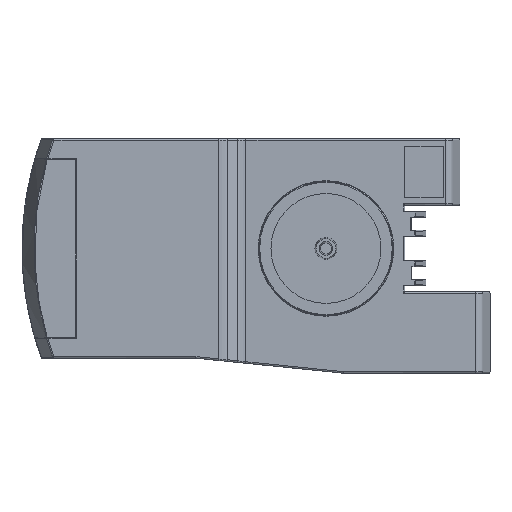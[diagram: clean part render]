
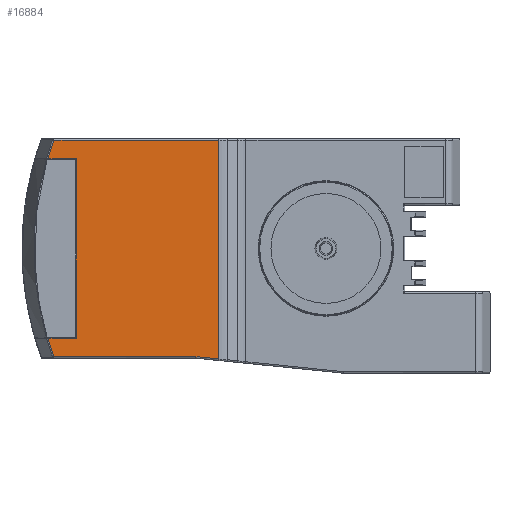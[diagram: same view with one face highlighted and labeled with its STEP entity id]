
A CAD part, front view. The second image highlights one B-rep face of the part: STEP entity #16884.
In plain terms, the highlighted planar face has unit normal (0, -1, 0).
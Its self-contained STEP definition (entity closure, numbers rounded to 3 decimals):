
#168 = EDGE_CURVE ( 'NONE', #16177, #12616, #9395, .T. ) ;
#491 = VERTEX_POINT ( 'NONE', #15400 ) ;
#551 = B_SPLINE_CURVE_WITH_KNOTS ( 'NONE', 3,
 ( #13701, #20255, #12409, #5776 ),
 .UNSPECIFIED., .F., .F.,
 ( 4, 4 ),
 ( 2.602, 2.852 ),
 .UNSPECIFIED. ) ;
#578 = ORIENTED_EDGE ( 'NONE', *, *, #15706, .T. ) ;
#838 = CARTESIAN_POINT ( 'NONE',  ( -2401.081, -410., 0. ) ) ;
#955 = ORIENTED_EDGE ( 'NONE', *, *, #3113, .F. ) ;
#1046 = AXIS2_PLACEMENT_3D ( 'NONE', #19378, #4898, #14520 ) ;
#1074 = LINE ( 'NONE', #7658, #17255 ) ;
#2036 = LINE ( 'NONE', #838, #14832 ) ;
#3113 = EDGE_CURVE ( 'NONE', #4016, #12616, #19965, .T. ) ;
#3125 = LINE ( 'NONE', #14370, #11385 ) ;
#3318 = CARTESIAN_POINT ( 'NONE',  ( -645.24, -410., 1396.5 ) ) ;
#3692 = CARTESIAN_POINT ( 'NONE',  ( -4607.32, -410., 1159. ) ) ;
#3776 = ORIENTED_EDGE ( 'NONE', *, *, #7308, .F. ) ;
#3915 = CARTESIAN_POINT ( 'NONE',  ( -4242., -410., -1159. ) ) ;
#4016 = VERTEX_POINT ( 'NONE', #8864 ) ;
#4374 = CARTESIAN_POINT ( 'NONE',  ( -4558.116, -410., 1318.035 ) ) ;
#4412 = VERTEX_POINT ( 'NONE', #3915 ) ;
#4736 = VECTOR ( 'NONE', #14775, 1000. ) ;
#4898 = DIRECTION ( 'NONE',  ( 0., 1., 0. ) ) ;
#4972 = VECTOR ( 'NONE', #13261, 1000. ) ;
#5134 = ORIENTED_EDGE ( 'NONE', *, *, #9240, .T. ) ;
#5533 = VERTEX_POINT ( 'NONE', #12360 ) ;
#5740 = CARTESIAN_POINT ( 'NONE',  ( -4607.32, -410., -1159. ) ) ;
#5776 = CARTESIAN_POINT ( 'NONE',  ( -4529.871, -410., -1396.5 ) ) ;
#5794 = CARTESIAN_POINT ( 'NONE',  ( -4583.927, -410., 1238.867 ) ) ;
#7308 = EDGE_CURVE ( 'NONE', #4412, #4016, #3125, .T. ) ;
#7658 = CARTESIAN_POINT ( 'NONE',  ( -645.24, -410., -1396.5 ) ) ;
#8337 = CARTESIAN_POINT ( 'NONE',  ( -807.319, -410., -1589.13 ) ) ;
#8536 = ORIENTED_EDGE ( 'NONE', *, *, #11601, .T. ) ;
#8843 = EDGE_CURVE ( 'NONE', #17757, #4412, #17530, .T. ) ;
#8864 = CARTESIAN_POINT ( 'NONE',  ( -4242., -410., 1159. ) ) ;
#9240 = EDGE_CURVE ( 'NONE', #10898, #5533, #1074, .T. ) ;
#9395 = B_SPLINE_CURVE_WITH_KNOTS ( 'NONE', 3,
 ( #10823, #4374, #5794, #10615 ),
 .UNSPECIFIED., .F., .F.,
 ( 4, 4 ),
 ( 0., 0.25 ),
 .UNSPECIFIED. ) ;
#9417 = EDGE_CURVE ( 'NONE', #21182, #491, #2036, .T. ) ;
#9551 = LINE ( 'NONE', #3318, #4736 ) ;
#10052 = ORIENTED_EDGE ( 'NONE', *, *, #8843, .F. ) ;
#10615 = CARTESIAN_POINT ( 'NONE',  ( -4607.32, -410., 1159. ) ) ;
#10823 = CARTESIAN_POINT ( 'NONE',  ( -4529.871, -410., 1396.5 ) ) ;
#10898 = VERTEX_POINT ( 'NONE', #16072 ) ;
#11385 = VECTOR ( 'NONE', #14577, 1000. ) ;
#11601 = EDGE_CURVE ( 'NONE', #491, #16177, #9551, .T. ) ;
#12285 = ORIENTED_EDGE ( 'NONE', *, *, #168, .T. ) ;
#12360 = CARTESIAN_POINT ( 'NONE',  ( -2695.983, -410., -1396.5 ) ) ;
#12409 = CARTESIAN_POINT ( 'NONE',  ( -4558.116, -410., -1318.034 ) ) ;
#12616 = VERTEX_POINT ( 'NONE', #3692 ) ;
#12631 = LINE ( 'NONE', #8337, #4972 ) ;
#13204 = ORIENTED_EDGE ( 'NONE', *, *, #9417, .T. ) ;
#13261 = DIRECTION ( 'NONE',  ( 0.995, 0., -0.101 ) ) ;
#13701 = CARTESIAN_POINT ( 'NONE',  ( -4607.32, -410., -1159. ) ) ;
#14163 = DIRECTION ( 'NONE',  ( 1., 0., 0. ) ) ;
#14307 = FACE_OUTER_BOUND ( 'NONE', #15528, .T. ) ;
#14370 = CARTESIAN_POINT ( 'NONE',  ( -4242., -410., 0. ) ) ;
#14520 = DIRECTION ( 'NONE',  ( 0., 0., 1. ) ) ;
#14577 = DIRECTION ( 'NONE',  ( 0., 0., 1. ) ) ;
#14775 = DIRECTION ( 'NONE',  ( -1., 0., 0. ) ) ;
#14832 = VECTOR ( 'NONE', #17166, 1000. ) ;
#15115 = DIRECTION ( 'NONE',  ( -1., 0., 0. ) ) ;
#15400 = CARTESIAN_POINT ( 'NONE',  ( -2401.081, -410., 1396.5 ) ) ;
#15528 = EDGE_LOOP ( 'NONE', ( #10052, #578, #5134, #17203, #13204, #8536, #12285, #955, #3776 ) ) ;
#15706 = EDGE_CURVE ( 'NONE', #17757, #10898, #551, .T. ) ;
#16072 = CARTESIAN_POINT ( 'NONE',  ( -4529.871, -410., -1396.5 ) ) ;
#16128 = CARTESIAN_POINT ( 'NONE',  ( -645.24, -410., 1159. ) ) ;
#16177 = VERTEX_POINT ( 'NONE', #17914 ) ;
#16546 = CARTESIAN_POINT ( 'NONE',  ( -2401.081, -410., -1426.578 ) ) ;
#16884 = ADVANCED_FACE ( 'NONE', ( #14307 ), #17552, .F. ) ;
#17166 = DIRECTION ( 'NONE',  ( 0., 0., 1. ) ) ;
#17203 = ORIENTED_EDGE ( 'NONE', *, *, #20398, .T. ) ;
#17255 = VECTOR ( 'NONE', #14163, 1000. ) ;
#17530 = LINE ( 'NONE', #19138, #21003 ) ;
#17552 = PLANE ( 'NONE',  #1046 ) ;
#17723 = DIRECTION ( 'NONE',  ( 1., 0., 0. ) ) ;
#17757 = VERTEX_POINT ( 'NONE', #5740 ) ;
#17914 = CARTESIAN_POINT ( 'NONE',  ( -4529.871, -410., 1396.5 ) ) ;
#19138 = CARTESIAN_POINT ( 'NONE',  ( -645.24, -410., -1159. ) ) ;
#19378 = CARTESIAN_POINT ( 'NONE',  ( -645.24, -410., 0. ) ) ;
#19911 = VECTOR ( 'NONE', #15115, 1000. ) ;
#19965 = LINE ( 'NONE', #16128, #19911 ) ;
#20255 = CARTESIAN_POINT ( 'NONE',  ( -4583.928, -410., -1238.866 ) ) ;
#20398 = EDGE_CURVE ( 'NONE', #5533, #21182, #12631, .T. ) ;
#21003 = VECTOR ( 'NONE', #17723, 1000. ) ;
#21182 = VERTEX_POINT ( 'NONE', #16546 ) ;
